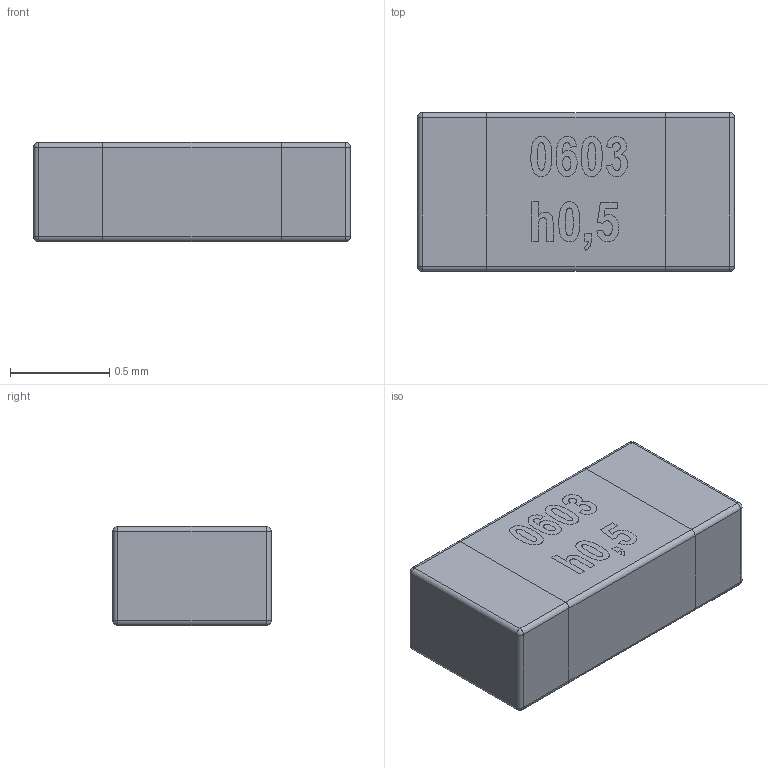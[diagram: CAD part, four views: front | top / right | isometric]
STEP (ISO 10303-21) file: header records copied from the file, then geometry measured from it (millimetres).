
FILE_DESCRIPTION (( 'STEP AP214' ), '1' );
FILE_NAME ('c_0603-h0.5.STEP', '2024-11-21T18:16:20', ( '' ), ( '' ), 'SwSTEP 2.0', 'SolidWorks 2021', '' );
FILE_SCHEMA (( 'AUTOMOTIVE_DESIGN' ));
Length unit declared in the file: millimetre
Products named in the file (1): c_0603-h0.5
Bounding box: 1.6 x 0.8 x 0.5 mm (x, y, z)
Volume: 0.6 mm3; surface area: 6.4 mm2
Topology: 3 solids, 3 shells, 58 faces, 196 edges, 148 vertices
Faces by surface type: plane 30, cylinder 20, sphere 8
Entity records: 3474 total; most frequent: CARTESIAN_POINT 1423, ORIENTED_EDGE 376, DIRECTION 278, EDGE_CURVE 188, VERTEX_POINT 148, AXIS2_PLACEMENT_3D 99, LINE 80, VECTOR 80
